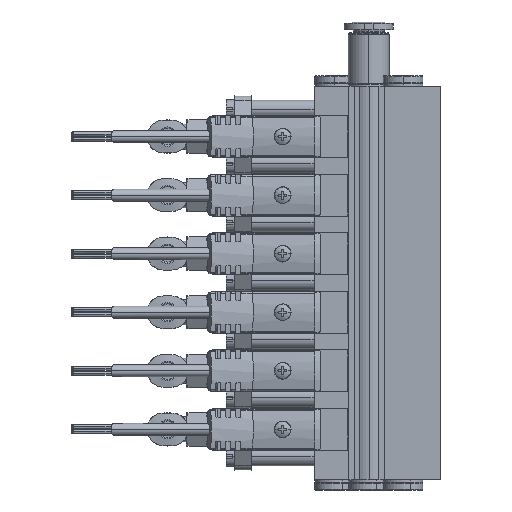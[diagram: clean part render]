
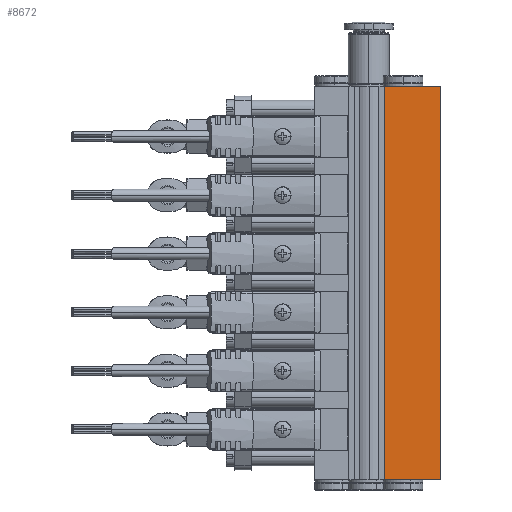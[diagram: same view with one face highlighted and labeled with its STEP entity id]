
A CAD part, left-side view. The second image highlights one B-rep face of the part: STEP entity #8672.
In plain terms, the highlighted planar face has unit normal (-1, 0, 0).
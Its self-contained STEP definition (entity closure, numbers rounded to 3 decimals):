
#1028 = ORIENTED_EDGE ( 'NONE', *, *, #20935, .F. ) ;
#1258 = CARTESIAN_POINT ( 'NONE',  ( -68.4, 13.55, 94. ) ) ;
#1570 = AXIS2_PLACEMENT_3D ( 'NONE', #17453, #5771, #15454 ) ;
#1673 = PLANE ( 'NONE',  #1570 ) ;
#2553 = LINE ( 'NONE', #11949, #13141 ) ;
#3101 = VECTOR ( 'NONE', #19794, 1000. ) ;
#3192 = DIRECTION ( 'NONE',  ( 0., 0., -1. ) ) ;
#3546 = LINE ( 'NONE', #1258, #21316 ) ;
#5771 = DIRECTION ( 'NONE',  ( 1., 0., 0. ) ) ;
#5865 = CARTESIAN_POINT ( 'NONE',  ( -68.4, 13.55, 0. ) ) ;
#5952 = VERTEX_POINT ( 'NONE', #24821 ) ;
#6510 = EDGE_CURVE ( 'NONE', #19853, #5952, #3546, .T. ) ;
#8672 = ADVANCED_FACE ( 'PLANAR_15', ( #22802 ), #1673, .F. ) ;
#9022 = CARTESIAN_POINT ( 'NONE',  ( -68.4, 0., 94. ) ) ;
#9662 = LINE ( 'NONE', #5865, #3101 ) ;
#10195 = CARTESIAN_POINT ( 'NONE',  ( -68.4, 13.55, 94. ) ) ;
#11262 = DIRECTION ( 'NONE',  ( 0., 0., -1. ) ) ;
#11949 = CARTESIAN_POINT ( 'NONE',  ( -68.4, 13.55, 94. ) ) ;
#11985 = EDGE_CURVE ( 'NONE', #20021, #22242, #22659, .T. ) ;
#13141 = VECTOR ( 'NONE', #19967, 1000. ) ;
#15454 = DIRECTION ( 'NONE',  ( 0., 0., -1. ) ) ;
#15726 = EDGE_LOOP ( 'NONE', ( #25706, #20543, #1028, #18305 ) ) ;
#16826 = CARTESIAN_POINT ( 'NONE',  ( -68.4, 0., 94. ) ) ;
#17453 = CARTESIAN_POINT ( 'NONE',  ( -68.4, 13.55, 94. ) ) ;
#18305 = ORIENTED_EDGE ( 'NONE', *, *, #6510, .T. ) ;
#19477 = CARTESIAN_POINT ( 'NONE',  ( -68.4, 0., 0. ) ) ;
#19536 = VECTOR ( 'NONE', #11262, 1000. ) ;
#19794 = DIRECTION ( 'NONE',  ( 0., -1., 0. ) ) ;
#19853 = VERTEX_POINT ( 'NONE', #10195 ) ;
#19967 = DIRECTION ( 'NONE',  ( 0., -1., 0. ) ) ;
#20021 = VERTEX_POINT ( 'NONE', #9022 ) ;
#20543 = ORIENTED_EDGE ( 'NONE', *, *, #11985, .F. ) ;
#20935 = EDGE_CURVE ( 'NONE', #19853, #20021, #2553, .T. ) ;
#21316 = VECTOR ( 'NONE', #3192, 1000. ) ;
#22242 = VERTEX_POINT ( 'NONE', #19477 ) ;
#22659 = LINE ( 'NONE', #16826, #19536 ) ;
#22802 = FACE_OUTER_BOUND ( 'NONE', #15726, .T. ) ;
#22989 = EDGE_CURVE ( 'NONE', #5952, #22242, #9662, .T. ) ;
#24821 = CARTESIAN_POINT ( 'NONE',  ( -68.4, 13.55, 0. ) ) ;
#25706 = ORIENTED_EDGE ( 'NONE', *, *, #22989, .T. ) ;
